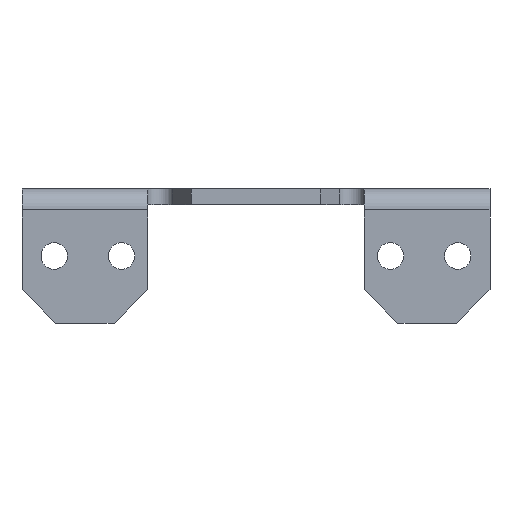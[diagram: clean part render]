
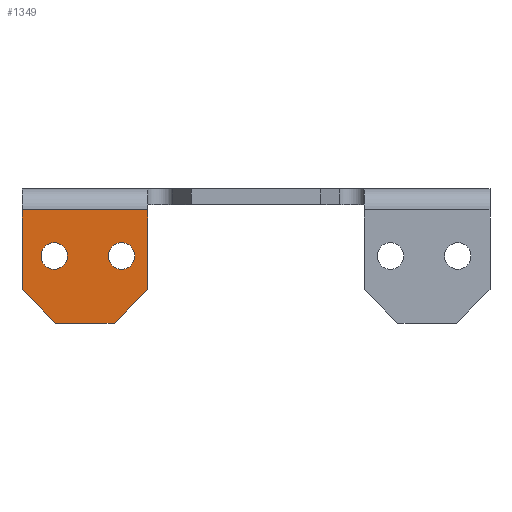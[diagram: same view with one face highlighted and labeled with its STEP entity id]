
A CAD part, front view. The second image highlights one B-rep face of the part: STEP entity #1349.
In plain terms, the highlighted planar face has unit normal (0, -1, 0).
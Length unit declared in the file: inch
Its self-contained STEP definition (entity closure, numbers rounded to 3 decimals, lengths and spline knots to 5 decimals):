
#28 = VERTEX_POINT ( 'NONE', #2149 ) ;
#42 = ORIENTED_EDGE ( 'NONE', *, *, #1085, .F. ) ;
#57 = LINE ( 'NONE', #1065, #235 ) ;
#72 = CARTESIAN_POINT ( 'NONE',  ( -1.74, -1., -0.15748 ) ) ;
#176 = CARTESIAN_POINT ( 'NONE',  ( -0.80553, -1., -1. ) ) ;
#221 = LINE ( 'NONE', #2743, #2674 ) ;
#235 = VECTOR ( 'NONE', #2036, 39.37008 ) ;
#238 = EDGE_LOOP ( 'NONE', ( #2559, #2728 ) ) ;
#252 = CARTESIAN_POINT ( 'NONE',  ( -1.5, -1., -0.5 ) ) ;
#255 = VERTEX_POINT ( 'NONE', #1581 ) ;
#279 = EDGE_CURVE ( 'NONE', #2616, #2344, #2772, .T. ) ;
#310 = EDGE_CURVE ( 'NONE', #1258, #28, #655, .T. ) ;
#324 = CARTESIAN_POINT ( 'NONE',  ( 1.74, -1., -0.15748 ) ) ;
#327 = ORIENTED_EDGE ( 'NONE', *, *, #2015, .T. ) ;
#341 = VECTOR ( 'NONE', #999, 39.37008 ) ;
#351 = FACE_BOUND ( 'NONE', #1818, .T. ) ;
#550 = CIRCLE ( 'NONE', #814, 0.09843 ) ;
#581 = VERTEX_POINT ( 'NONE', #798 ) ;
#592 = VECTOR ( 'NONE', #3130, 39.37008 ) ;
#655 = LINE ( 'NONE', #324, #2464 ) ;
#658 = CARTESIAN_POINT ( 'NONE',  ( -1.49, -1., -1. ) ) ;
#688 = EDGE_CURVE ( 'NONE', #1600, #581, #1121, .T. ) ;
#798 = CARTESIAN_POINT ( 'NONE',  ( -1., -1., -0.59843 ) ) ;
#805 = CARTESIAN_POINT ( 'NONE',  ( -1.74, -1., 0. ) ) ;
#814 = AXIS2_PLACEMENT_3D ( 'NONE', #252, #1961, #2895 ) ;
#842 = CARTESIAN_POINT ( 'NONE',  ( -0.80553, -1., -0.75 ) ) ;
#933 = DIRECTION ( 'NONE',  ( 0., 0., 1. ) ) ;
#999 = DIRECTION ( 'NONE',  ( 0., 0., -1. ) ) ;
#1015 = AXIS2_PLACEMENT_3D ( 'NONE', #3071, #1142, #1077 ) ;
#1046 = LINE ( 'NONE', #805, #341 ) ;
#1065 = CARTESIAN_POINT ( 'NONE',  ( -1.05553, -1., -1. ) ) ;
#1077 = DIRECTION ( 'NONE',  ( 0., 0., -1. ) ) ;
#1085 = EDGE_CURVE ( 'NONE', #2344, #2616, #550, .T. ) ;
#1121 = CIRCLE ( 'NONE', #1015, 0.09843 ) ;
#1129 = VECTOR ( 'NONE', #933, 39.37008 ) ;
#1142 = DIRECTION ( 'NONE',  ( 0., -1., 0. ) ) ;
#1170 = ORIENTED_EDGE ( 'NONE', *, *, #1260, .T. ) ;
#1204 = CARTESIAN_POINT ( 'NONE',  ( -1.05553, -1., -1. ) ) ;
#1258 = VERTEX_POINT ( 'NONE', #72 ) ;
#1260 = EDGE_CURVE ( 'NONE', #1915, #1423, #57, .T. ) ;
#1293 = EDGE_LOOP ( 'NONE', ( #327, #1170, #2216, #2202, #1878, #1558 ) ) ;
#1349 = ADVANCED_FACE ( 'NONE', ( #351, #1395, #1889 ), #2377, .F. ) ;
#1373 = DIRECTION ( 'NONE',  ( 0., 0., -1. ) ) ;
#1389 = CARTESIAN_POINT ( 'NONE',  ( -1.5, -1., -0.5 ) ) ;
#1395 = FACE_BOUND ( 'NONE', #238, .T. ) ;
#1405 = LINE ( 'NONE', #176, #1129 ) ;
#1423 = VERTEX_POINT ( 'NONE', #842 ) ;
#1494 = AXIS2_PLACEMENT_3D ( 'NONE', #1599, #2584, #3099 ) ;
#1520 = CARTESIAN_POINT ( 'NONE',  ( -1., -1., -0.40157 ) ) ;
#1558 = ORIENTED_EDGE ( 'NONE', *, *, #2511, .T. ) ;
#1581 = CARTESIAN_POINT ( 'NONE',  ( -1.74, -1., -0.75 ) ) ;
#1590 = AXIS2_PLACEMENT_3D ( 'NONE', #3053, #3103, #1373 ) ;
#1597 = DIRECTION ( 'NONE',  ( 1., 0., 0. ) ) ;
#1599 = CARTESIAN_POINT ( 'NONE',  ( -1., -1., -0.5 ) ) ;
#1600 = VERTEX_POINT ( 'NONE', #1520 ) ;
#1818 = EDGE_LOOP ( 'NONE', ( #2874, #42 ) ) ;
#1857 = DIRECTION ( 'NONE',  ( 0., -1., 0. ) ) ;
#1878 = ORIENTED_EDGE ( 'NONE', *, *, #2975, .T. ) ;
#1889 = FACE_OUTER_BOUND ( 'NONE', #1293, .T. ) ;
#1894 = EDGE_CURVE ( 'NONE', #1423, #28, #1405, .T. ) ;
#1915 = VERTEX_POINT ( 'NONE', #1204 ) ;
#1961 = DIRECTION ( 'NONE',  ( 0., -1., 0. ) ) ;
#2015 = EDGE_CURVE ( 'NONE', #3114, #1915, #2643, .T. ) ;
#2036 = DIRECTION ( 'NONE',  ( 0.707, 0., 0.707 ) ) ;
#2045 = AXIS2_PLACEMENT_3D ( 'NONE', #1389, #1857, #2371 ) ;
#2059 = CIRCLE ( 'NONE', #1494, 0.09843 ) ;
#2149 = CARTESIAN_POINT ( 'NONE',  ( -0.80553, -1., -0.15748 ) ) ;
#2187 = CARTESIAN_POINT ( 'NONE',  ( -1.5, -1., -0.40157 ) ) ;
#2202 = ORIENTED_EDGE ( 'NONE', *, *, #310, .F. ) ;
#2216 = ORIENTED_EDGE ( 'NONE', *, *, #1894, .T. ) ;
#2344 = VERTEX_POINT ( 'NONE', #2187 ) ;
#2371 = DIRECTION ( 'NONE',  ( 0., 0., -1. ) ) ;
#2377 = PLANE ( 'NONE',  #1590 ) ;
#2386 = CARTESIAN_POINT ( 'NONE',  ( 0., -1., -1. ) ) ;
#2391 = CARTESIAN_POINT ( 'NONE',  ( -1.5, -1., -0.59843 ) ) ;
#2464 = VECTOR ( 'NONE', #1597, 39.37008 ) ;
#2511 = EDGE_CURVE ( 'NONE', #255, #3114, #221, .T. ) ;
#2559 = ORIENTED_EDGE ( 'NONE', *, *, #3101, .F. ) ;
#2584 = DIRECTION ( 'NONE',  ( 0., -1., 0. ) ) ;
#2616 = VERTEX_POINT ( 'NONE', #2391 ) ;
#2643 = LINE ( 'NONE', #2386, #592 ) ;
#2674 = VECTOR ( 'NONE', #3195, 39.37008 ) ;
#2728 = ORIENTED_EDGE ( 'NONE', *, *, #688, .F. ) ;
#2743 = CARTESIAN_POINT ( 'NONE',  ( -1.49, -1., -1. ) ) ;
#2772 = CIRCLE ( 'NONE', #2045, 0.09843 ) ;
#2874 = ORIENTED_EDGE ( 'NONE', *, *, #279, .F. ) ;
#2895 = DIRECTION ( 'NONE',  ( 0., 0., -1. ) ) ;
#2975 = EDGE_CURVE ( 'NONE', #1258, #255, #1046, .T. ) ;
#3053 = CARTESIAN_POINT ( 'NONE',  ( 0., -1., 0. ) ) ;
#3071 = CARTESIAN_POINT ( 'NONE',  ( -1., -1., -0.5 ) ) ;
#3099 = DIRECTION ( 'NONE',  ( 0., 0., -1. ) ) ;
#3101 = EDGE_CURVE ( 'NONE', #581, #1600, #2059, .T. ) ;
#3103 = DIRECTION ( 'NONE',  ( 0., 1., 0. ) ) ;
#3114 = VERTEX_POINT ( 'NONE', #658 ) ;
#3130 = DIRECTION ( 'NONE',  ( 1., 0., 0. ) ) ;
#3195 = DIRECTION ( 'NONE',  ( 0.707, 0., -0.707 ) ) ;
